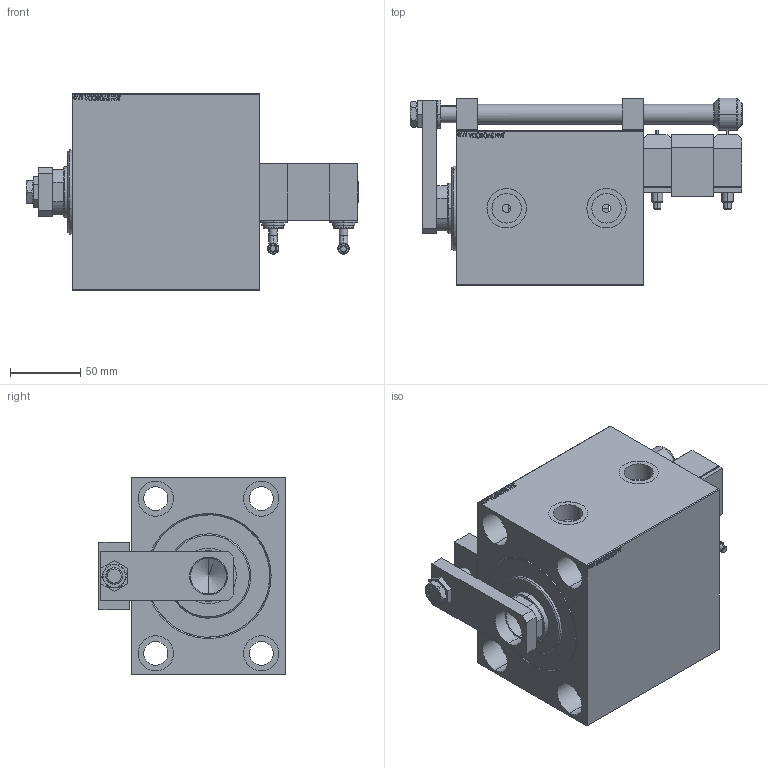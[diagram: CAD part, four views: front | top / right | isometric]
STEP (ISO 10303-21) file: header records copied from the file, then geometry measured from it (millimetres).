
FILE_DESCRIPTION (( 'STEP AP203' ), '1' );
FILE_NAME ('3802.STEP', '2021-03-18T17:25:28', ( '' ), ( '' ), 'SwSTEP 2.0', 'SolidWorks 2019', '' );
FILE_SCHEMA (( 'CONFIG_CONTROL_DESIGN' ));
Length unit declared in the file: millimetre
Products named in the file (13): V450CM_C 0b7c5b4d2c3c08e0b5138e84e219ef92; V450CM_VC_B 0b7c5b4d2c3c08e0b5138e84e219ef92; 3802; SWITCH DIM W_B 0b7c5b4d2c3c08e0b5138e84e219ef92; SWITCH P 0b7c5b4d2c3c08e0b5138e84e219ef92; V450CM_C_VCP 0b7c5b4d2c3c08e0b5138e84e219ef92; MIDDLE 0b7c5b4d2c3c08e0b5138e84e219ef92; ZARAZKA_P 0b7c5b4d2c3c08e0b5138e84e219ef92; SWITCH_P_FRONT_BACK 0b7c5b4d2c3c08e0b5138e84e219ef92; TYC_P 0b7c5b4d2c3c08e0b5138e84e219ef92; NUT_D19_P 0b7c5b4d2c3c08e0b5138e84e219ef92; NUT_D16 0b7c5b4d2c3c08e0b5138e84e219ef92; KROUZEK_PRO_TYC 0b7c5b4d2c3c08e0b5138e84e219ef92
Assembly tree (14 placements, depth 2):
  3802
    V450CM_C 0b7c5b4d2c3c08e0b5138e84e219ef92
    V450CM_C_VCP 0b7c5b4d2c3c08e0b5138e84e219ef92
    V450CM_VC_B 0b7c5b4d2c3c08e0b5138e84e219ef92
    SWITCH DIM W_B 0b7c5b4d2c3c08e0b5138e84e219ef92
    SWITCH P 0b7c5b4d2c3c08e0b5138e84e219ef92  x2
    SWITCH_P_FRONT_BACK 0b7c5b4d2c3c08e0b5138e84e219ef92  x2
    TYC_P 0b7c5b4d2c3c08e0b5138e84e219ef92
    ZARAZKA_P 0b7c5b4d2c3c08e0b5138e84e219ef92
    KROUZEK_PRO_TYC 0b7c5b4d2c3c08e0b5138e84e219ef92
    MIDDLE 0b7c5b4d2c3c08e0b5138e84e219ef92
    NUT_D16 0b7c5b4d2c3c08e0b5138e84e219ef92
    NUT_D19_P 0b7c5b4d2c3c08e0b5138e84e219ef92
Bounding box: 236 x 133.5 x 140 mm (x, y, z)
Volume: 1920176.7 mm3; surface area: 271621.6 mm2
Topology: 14 solids, 14 shells, 1134 faces, 2825 edges, 1850 vertices
Faces by surface type: plane 531, bspline 384, cylinder 138, cone 49, torus 32
Entity records: 51874 total; most frequent: CARTESIAN_POINT 27518, ORIENTED_EDGE 5290, DIRECTION 3532, EDGE_CURVE 2645, VERTEX_POINT 1737, VECTOR 1508, LINE 1508, EDGE_LOOP 1216
